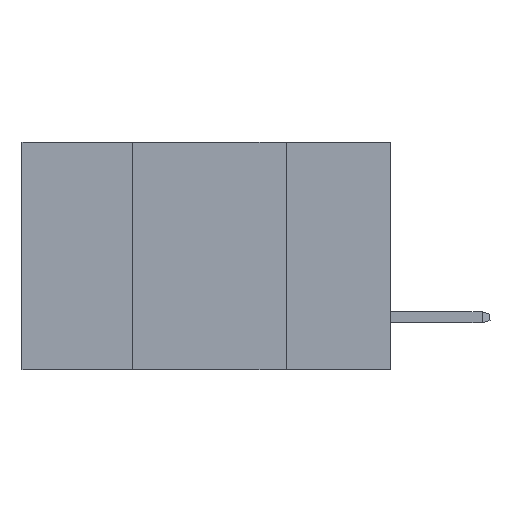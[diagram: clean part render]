
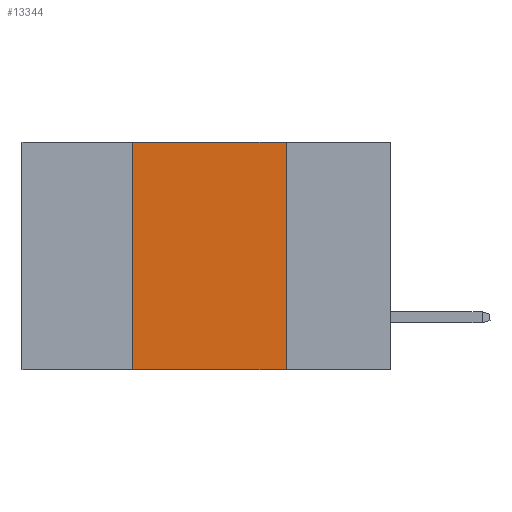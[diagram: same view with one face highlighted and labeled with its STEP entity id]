
A CAD part, left-side view. The second image highlights one B-rep face of the part: STEP entity #13344.
In plain terms, the highlighted planar face has unit normal (-1, 0, 0).
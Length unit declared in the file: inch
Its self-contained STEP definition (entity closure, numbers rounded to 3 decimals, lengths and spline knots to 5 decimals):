
#882 = CARTESIAN_POINT ( 'NONE',  ( 0., 0.42, 0. ) ) ;
#1146 = DIRECTION ( 'NONE',  ( 0., 0., -1. ) ) ;
#1354 = CARTESIAN_POINT ( 'NONE',  ( 0., 0.17, -0.37 ) ) ;
#1532 = VECTOR ( 'NONE', #7724, 39.37008 ) ;
#2718 = VERTEX_POINT ( 'NONE', #1354 ) ;
#2773 = DIRECTION ( 'NONE',  ( 0., -1., 0. ) ) ;
#3346 = EDGE_CURVE ( 'NONE', #6215, #13986, #15041, .T. ) ;
#3904 = VECTOR ( 'NONE', #2773, 39.37008 ) ;
#5629 = ORIENTED_EDGE ( 'NONE', *, *, #10081, .F. ) ;
#6079 = DIRECTION ( 'NONE',  ( 0., -1., 0. ) ) ;
#6215 = VERTEX_POINT ( 'NONE', #17249 ) ;
#6513 = ORIENTED_EDGE ( 'NONE', *, *, #14168, .T. ) ;
#6537 = CARTESIAN_POINT ( 'NONE',  ( 0., 0.42, -0.37 ) ) ;
#6590 = DIRECTION ( 'NONE',  ( 0., 0., 1. ) ) ;
#7259 = PLANE ( 'NONE',  #14845 ) ;
#7344 = FACE_OUTER_BOUND ( 'NONE', #11052, .T. ) ;
#7724 = DIRECTION ( 'NONE',  ( 0., 0., -1. ) ) ;
#8153 = CARTESIAN_POINT ( 'NONE',  ( 0., 0.6, 0. ) ) ;
#8209 = EDGE_CURVE ( 'NONE', #10173, #6215, #14499, .T. ) ;
#9558 = DIRECTION ( 'NONE',  ( 1., 0., 0. ) ) ;
#10081 = EDGE_CURVE ( 'NONE', #13986, #2718, #15962, .T. ) ;
#10173 = VERTEX_POINT ( 'NONE', #6537 ) ;
#10350 = VECTOR ( 'NONE', #6079, 39.37008 ) ;
#11052 = EDGE_LOOP ( 'NONE', ( #5629, #16732, #17165, #6513 ) ) ;
#12336 = CARTESIAN_POINT ( 'NONE',  ( 0., 0.17, 0. ) ) ;
#13344 = ADVANCED_FACE ( 'NONE', ( #7344 ), #7259, .F. ) ;
#13986 = VERTEX_POINT ( 'NONE', #12336 ) ;
#14066 = VECTOR ( 'NONE', #6590, 39.37008 ) ;
#14168 = EDGE_CURVE ( 'NONE', #10173, #2718, #17782, .T. ) ;
#14408 = CARTESIAN_POINT ( 'NONE',  ( 0., 0.6, -0.37 ) ) ;
#14499 = LINE ( 'NONE', #882, #14066 ) ;
#14845 = AXIS2_PLACEMENT_3D ( 'NONE', #8153, #9558, #1146 ) ;
#15041 = LINE ( 'NONE', #18079, #3904 ) ;
#15962 = LINE ( 'NONE', #16076, #1532 ) ;
#16076 = CARTESIAN_POINT ( 'NONE',  ( 0., 0.17, 0. ) ) ;
#16732 = ORIENTED_EDGE ( 'NONE', *, *, #3346, .F. ) ;
#17165 = ORIENTED_EDGE ( 'NONE', *, *, #8209, .F. ) ;
#17249 = CARTESIAN_POINT ( 'NONE',  ( 0., 0.42, 0. ) ) ;
#17782 = LINE ( 'NONE', #14408, #10350 ) ;
#18079 = CARTESIAN_POINT ( 'NONE',  ( 0., 0.6, 0. ) ) ;
